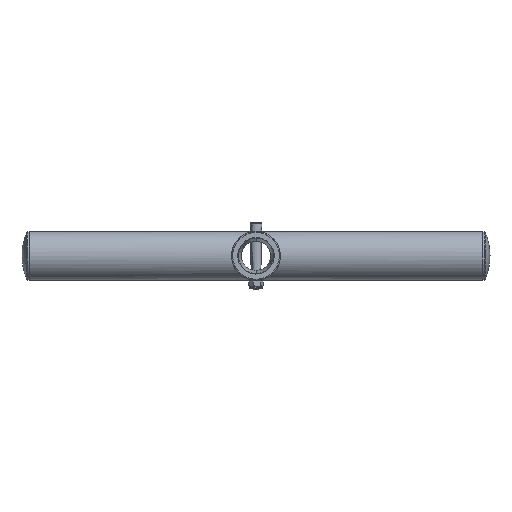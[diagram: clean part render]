
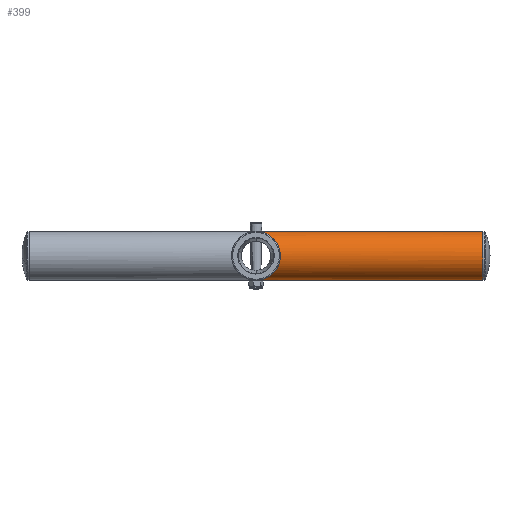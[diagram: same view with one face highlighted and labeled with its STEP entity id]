
A CAD part, front view. The second image highlights one B-rep face of the part: STEP entity #399.
In plain terms, the highlighted cylindrical face has radius 24.15 mm (diameter 48.3 mm), a partial arc.
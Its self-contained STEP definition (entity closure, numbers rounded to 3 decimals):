
#15 = EDGE_CURVE ( 'NONE', #2664, #1902, #2070, .T. ) ;
#137 = EDGE_LOOP ( 'NONE', ( #3854, #1096, #6011, #3818 ) ) ;
#171 = CARTESIAN_POINT ( 'NONE',  ( 112.5, 0., 24.15 ) ) ;
#295 = CARTESIAN_POINT ( 'NONE',  ( 112.5, 0., -24.15 ) ) ;
#399 = ADVANCED_FACE ( 'NONE', ( #1508 ), #3273, .T. ) ;
#472 = DIRECTION ( 'NONE',  ( 0., 0., -1. ) ) ;
#832 = CARTESIAN_POINT ( 'NONE',  ( 112.5, 0., 0. ) ) ;
#905 = CARTESIAN_POINT ( 'NONE',  ( -64.2, -48.3, 24.15 ) ) ;
#1096 = ORIENTED_EDGE ( 'NONE', *, *, #6328, .F. ) ;
#1132 = CARTESIAN_POINT ( 'NONE',  ( 112.5, 0., 0. ) ) ;
#1286 = DIRECTION ( 'NONE',  ( -1., 0., 0. ) ) ;
#1508 = FACE_OUTER_BOUND ( 'NONE', #137, .T. ) ;
#1600 = CARTESIAN_POINT ( 'NONE',  ( 112.5, 0., 24.15 ) ) ;
#1891 = VERTEX_POINT ( 'NONE', #3335 ) ;
#1902 = VERTEX_POINT ( 'NONE', #2826 ) ;
#2005 = EDGE_CURVE ( 'NONE', #1891, #1902, #5958, .T. ) ;
#2070 = LINE ( 'NONE', #295, #5616 ) ;
#2245 = CARTESIAN_POINT ( 'NONE',  ( 112.5, 0., -24.15 ) ) ;
#2664 = VERTEX_POINT ( 'NONE', #2245 ) ;
#2826 = CARTESIAN_POINT ( 'NONE',  ( -112.5, 0., -24.15 ) ) ;
#2900 = CARTESIAN_POINT ( 'NONE',  ( -64.2, -48.3, -24.15 ) ) ;
#3273 = CYLINDRICAL_SURFACE ( 'NONE', #5709, 24.15 ) ;
#3335 = CARTESIAN_POINT ( 'NONE',  ( -112.5, 0., 24.15 ) ) ;
#3458 = CARTESIAN_POINT ( 'NONE',  ( -112.5, 0., 24.15 ) ) ;
#3818 = ORIENTED_EDGE ( 'NONE', *, *, #2005, .T. ) ;
#3854 = ORIENTED_EDGE ( 'NONE', *, *, #15, .F. ) ;
#4544 = CIRCLE ( 'NONE', #6181, 24.15 ) ;
#4583 = DIRECTION ( 'NONE',  ( -1., 0., 0. ) ) ;
#4872 = VERTEX_POINT ( 'NONE', #1600 ) ;
#5385 = DIRECTION ( 'NONE',  ( -1., 0., 0. ) ) ;
#5430 = LINE ( 'NONE', #171, #5665 ) ;
#5544 = DIRECTION ( 'NONE',  ( 1., 0., 0. ) ) ;
#5606 = DIRECTION ( 'NONE',  ( 0., 0., 1. ) ) ;
#5616 = VECTOR ( 'NONE', #5385, 1000. ) ;
#5665 = VECTOR ( 'NONE', #1286, 1000. ) ;
#5709 = AXIS2_PLACEMENT_3D ( 'NONE', #1132, #4583, #5606 ) ;
#5920 = CARTESIAN_POINT ( 'NONE',  ( -112.5, 0., -24.15 ) ) ;
#5921 = EDGE_CURVE ( 'NONE', #4872, #1891, #5430, .T. ) ;
#5958 =( BOUNDED_CURVE ( )  B_SPLINE_CURVE ( 3, ( #3458, #905, #2900, #5920 ),
 .UNSPECIFIED., .F., .T. ) 
 B_SPLINE_CURVE_WITH_KNOTS ( ( 4, 4 ),
 ( 1.571, 4.712 ),
 .UNSPECIFIED. ) 
 CURVE ( )  GEOMETRIC_REPRESENTATION_ITEM ( )  RATIONAL_B_SPLINE_CURVE ( ( 1., 0.333, 0.333, 1. ) ) 
 REPRESENTATION_ITEM ( '' )  );
#6011 = ORIENTED_EDGE ( 'NONE', *, *, #5921, .T. ) ;
#6181 = AXIS2_PLACEMENT_3D ( 'NONE', #832, #5544, #472 ) ;
#6328 = EDGE_CURVE ( 'NONE', #4872, #2664, #4544, .T. ) ;
